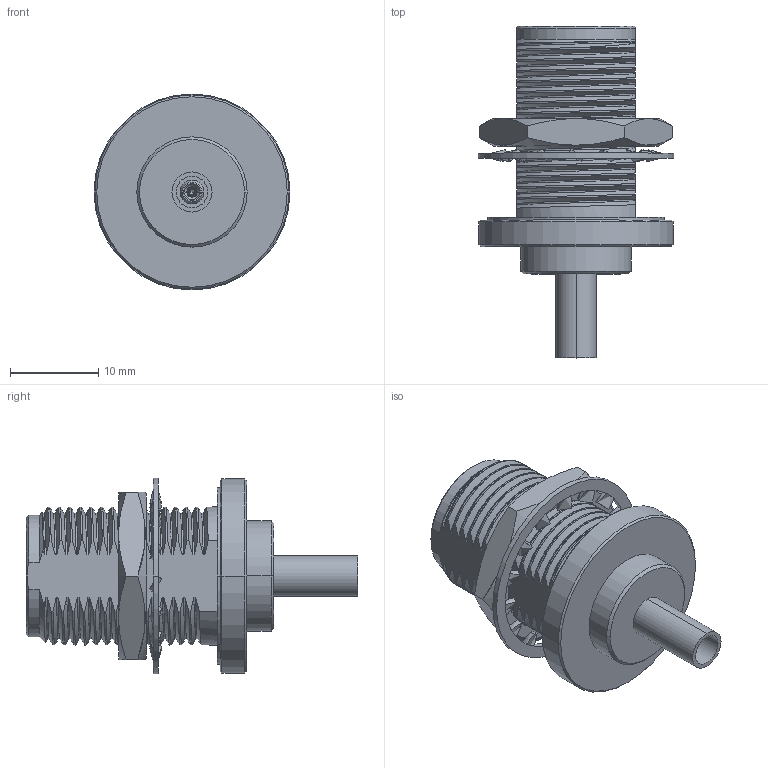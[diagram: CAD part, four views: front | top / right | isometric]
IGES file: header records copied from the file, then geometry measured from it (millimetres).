
Start section:  PTC IGES file: 172165.igs
Global section: file name: 172165.igs; native system: Pro/ENGINEER by Parametric Technology Corporation; preprocessor: 2010100; author: tsmith; organization: Unknown; date: 20140828.083146; units: millimetre
Bounding box: 22.2 x 37.62 x 22.2 mm (x, y, z)
Surface area: 4874.8 mm2 (no closed solid volume)
Topology: 0 solids, 0 shells, 419 faces, 2352 edges, 2346 vertices
Faces by surface type: bspline 251, revolution 168
